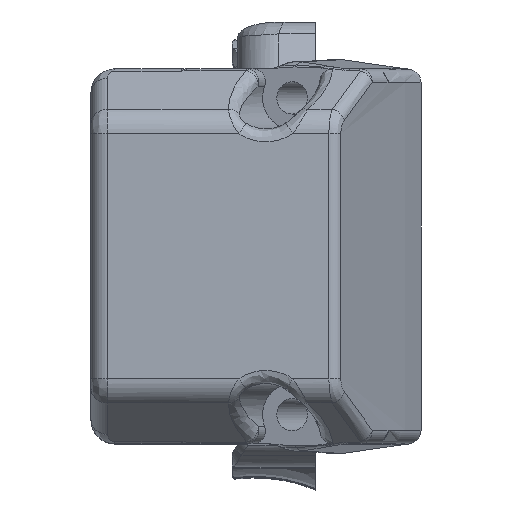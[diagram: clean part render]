
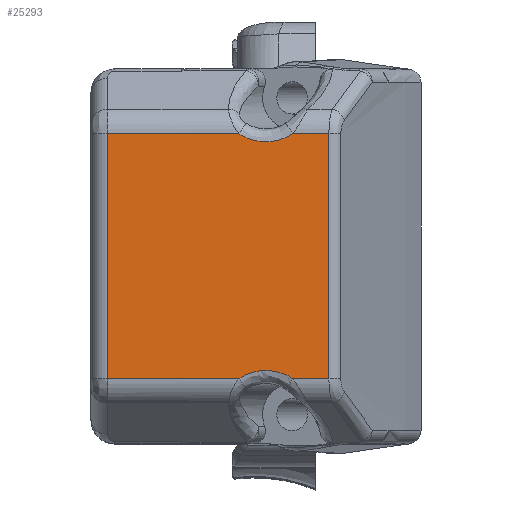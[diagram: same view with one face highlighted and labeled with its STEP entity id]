
A CAD part, top view. The second image highlights one B-rep face of the part: STEP entity #25293.
In plain terms, the highlighted planar face has unit normal (0, 0, 1).
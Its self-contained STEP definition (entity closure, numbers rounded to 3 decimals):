
#9519=DIRECTION('',(1.,0.,0.));
#9520=VECTOR('',#9519,12.646);
#9521=CARTESIAN_POINT('',(-15.763,-11.804,
39.826));
#9522=LINE('',#9521,#9520);
#9544=CARTESIAN_POINT('',(2.072,-11.804,39.826));
#9574=DIRECTION('',(0.,1.,0.));
#9575=VECTOR('',#9574,23.608);
#9576=CARTESIAN_POINT('',(5.565,-11.804,39.826));
#9577=LINE('',#9576,#9575);
#9578=DIRECTION('',(-1.,0.,0.));
#9579=VECTOR('',#9578,3.493);
#9580=CARTESIAN_POINT('',(5.565,-11.804,39.826));
#9581=LINE('',#9580,#9579);
#9582=CARTESIAN_POINT('',(-3.117,-11.804,
39.826));
#9583=CARTESIAN_POINT('',(-3.046,-11.755,
39.826));
#9584=CARTESIAN_POINT('',(-2.901,-11.663,
39.826));
#9585=CARTESIAN_POINT('',(-2.676,-11.536,
39.826));
#9586=CARTESIAN_POINT('',(-2.442,-11.422,
39.826));
#9587=CARTESIAN_POINT('',(-2.201,-11.321,
39.826));
#9588=CARTESIAN_POINT('',(-1.953,-11.233,
39.826));
#9589=CARTESIAN_POINT('',(-1.701,-11.16,
39.826));
#9590=CARTESIAN_POINT('',(-1.443,-11.1,
39.826));
#9591=CARTESIAN_POINT('',(-1.182,-11.056,
39.826));
#9592=CARTESIAN_POINT('',(-0.919,-11.026,
39.826));
#9593=CARTESIAN_POINT('',(-0.654,-11.011,
39.826));
#9594=CARTESIAN_POINT('',(-0.389,-11.011,
39.826));
#9595=CARTESIAN_POINT('',(-0.125,-11.026,
39.826));
#9596=CARTESIAN_POINT('',(0.138,-11.056,
39.826));
#9597=CARTESIAN_POINT('',(0.399,-11.101,
39.826));
#9598=CARTESIAN_POINT('',(0.655,-11.16,
39.826));
#9599=CARTESIAN_POINT('',(0.907,-11.233,
39.826));
#9600=CARTESIAN_POINT('',(1.153,-11.32,39.826));
#9601=CARTESIAN_POINT('',(1.393,-11.42,39.826));
#9602=CARTESIAN_POINT('',(1.627,-11.535,39.826));
#9603=CARTESIAN_POINT('',(1.855,-11.662,39.826));
#9604=CARTESIAN_POINT('',(2.,-11.755,39.826));
#9605=CARTESIAN_POINT('',(2.072,-11.804,39.826));
#9607=DIRECTION('',(0.,1.,0.));
#9608=VECTOR('',#9607,23.608);
#9609=CARTESIAN_POINT('',(-15.763,-11.804,
39.826));
#9610=LINE('',#9609,#9608);
#9611=CARTESIAN_POINT('',(2.072,11.804,39.826));
#9612=CARTESIAN_POINT('',(2.,11.755,39.826));
#9613=CARTESIAN_POINT('',(1.856,11.663,39.826));
#9614=CARTESIAN_POINT('',(1.63,11.536,39.826));
#9615=CARTESIAN_POINT('',(1.396,11.422,39.826));
#9616=CARTESIAN_POINT('',(1.155,11.321,39.826));
#9617=CARTESIAN_POINT('',(0.908,11.233,39.826));
#9618=CARTESIAN_POINT('',(0.655,11.16,39.826));
#9619=CARTESIAN_POINT('',(0.397,11.1,39.826));
#9620=CARTESIAN_POINT('',(0.136,11.056,39.826));
#9621=CARTESIAN_POINT('',(-0.127,11.026,
39.826));
#9622=CARTESIAN_POINT('',(-0.392,11.011,
39.826));
#9623=CARTESIAN_POINT('',(-0.657,11.011,
39.826));
#9624=CARTESIAN_POINT('',(-0.921,11.026,
39.826));
#9625=CARTESIAN_POINT('',(-1.184,11.056,39.826));
#9626=CARTESIAN_POINT('',(-1.445,11.101,39.826));
#9627=CARTESIAN_POINT('',(-1.701,11.16,39.826));
#9628=CARTESIAN_POINT('',(-1.953,11.233,39.826));
#9629=CARTESIAN_POINT('',(-2.199,11.32,39.826));
#9630=CARTESIAN_POINT('',(-2.439,11.421,39.826));
#9631=CARTESIAN_POINT('',(-2.673,11.535,39.826));
#9632=CARTESIAN_POINT('',(-2.9,11.662,39.826));
#9633=CARTESIAN_POINT('',(-3.046,11.755,39.826));
#9634=CARTESIAN_POINT('',(-3.117,11.804,39.826));
#9636=DIRECTION('',(-1.,0.,0.));
#9637=VECTOR('',#9636,3.493);
#9638=CARTESIAN_POINT('',(5.565,11.804,39.826));
#9639=LINE('',#9638,#9637);
#9650=CARTESIAN_POINT('',(-3.117,11.804,39.826));
#9673=DIRECTION('',(-1.,0.,0.));
#9674=VECTOR('',#9673,12.646);
#9675=CARTESIAN_POINT('',(-3.117,11.804,39.826));
#9676=LINE('',#9675,#9674);
#9686=CARTESIAN_POINT('',(5.565,11.804,39.826));
#13319=CARTESIAN_POINT('',(-15.763,11.804,
39.826));
#13320=VERTEX_POINT('',#13319);
#13323=CARTESIAN_POINT('',(-15.763,-11.804,
39.826));
#13324=VERTEX_POINT('',#13323);
#13942=VERTEX_POINT('',#9650);
#13946=VERTEX_POINT('',#9611);
#13956=VERTEX_POINT('',#9544);
#13958=VERTEX_POINT('',#9582);
#13985=VERTEX_POINT('',#9686);
#13987=CARTESIAN_POINT('',(5.565,-11.804,
39.826));
#13988=VERTEX_POINT('',#13987);
#25273=CARTESIAN_POINT('',(-17.363,18.061,
39.826));
#25274=DIRECTION('',(0.,0.,1.));
#25275=DIRECTION('',(1.,0.,0.));
#25276=AXIS2_PLACEMENT_3D('',#25273,#25274,#25275);
#25277=PLANE('',#25276);
#25279=ORIENTED_EDGE('',*,*,#25278,.F.);
#25280=ORIENTED_EDGE('',*,*,#25046,.T.);
#25281=ORIENTED_EDGE('',*,*,#25263,.F.);
#25282=ORIENTED_EDGE('',*,*,#25032,.F.);
#25284=ORIENTED_EDGE('',*,*,#25283,.T.);
#25286=ORIENTED_EDGE('',*,*,#25285,.F.);
#25288=ORIENTED_EDGE('',*,*,#25287,.F.);
#25290=ORIENTED_EDGE('',*,*,#25289,.F.);
#25291=EDGE_LOOP('',(#25279,#25280,#25281,#25282,#25284,#25286,#25288,#25290));
#25292=FACE_OUTER_BOUND('',#25291,.F.);
#25293=ADVANCED_FACE('',(#25292),#25277,.T.);
#9606=B_SPLINE_CURVE_WITH_KNOTS('',3,(#9582,#9583,#9584,#9585,#9586,#9587,#9588,
#9589,#9590,#9591,#9592,#9593,#9594,#9595,#9596,#9597,#9598,#9599,#9600,#9601,
#9602,#9603,#9604,#9605),.UNSPECIFIED.,.F.,.F.,(4,1,1,1,1,1,1,1,1,1,1,1,1,1,1,1,
1,1,1,1,1,4),(0.,0.048,0.095,0.143,
0.19,0.238,0.286,0.333,
0.381,0.429,0.476,0.524,
0.571,0.619,0.667,0.714,
0.762,0.81,0.857,0.905,
0.952,1.),.UNSPECIFIED.);
#9635=B_SPLINE_CURVE_WITH_KNOTS('',3,(#9611,#9612,#9613,#9614,#9615,#9616,#9617,
#9618,#9619,#9620,#9621,#9622,#9623,#9624,#9625,#9626,#9627,#9628,#9629,#9630,
#9631,#9632,#9633,#9634),.UNSPECIFIED.,.F.,.F.,(4,1,1,1,1,1,1,1,1,1,1,1,1,1,1,1,
1,1,1,1,1,4),(0.,0.048,0.095,0.143,
0.19,0.238,0.286,0.333,
0.381,0.429,0.476,0.524,
0.571,0.619,0.667,0.714,
0.762,0.81,0.857,0.905,
0.952,1.),.UNSPECIFIED.);
#25032=EDGE_CURVE('',#13324,#13958,#9522,.T.);
#25046=EDGE_CURVE('',#13988,#13956,#9581,.T.);
#25263=EDGE_CURVE('',#13958,#13956,#9606,.T.);
#25278=EDGE_CURVE('',#13988,#13985,#9577,.T.);
#25283=EDGE_CURVE('',#13324,#13320,#9610,.T.);
#25285=EDGE_CURVE('',#13942,#13320,#9676,.T.);
#25287=EDGE_CURVE('',#13946,#13942,#9635,.T.);
#25289=EDGE_CURVE('',#13985,#13946,#9639,.T.);
